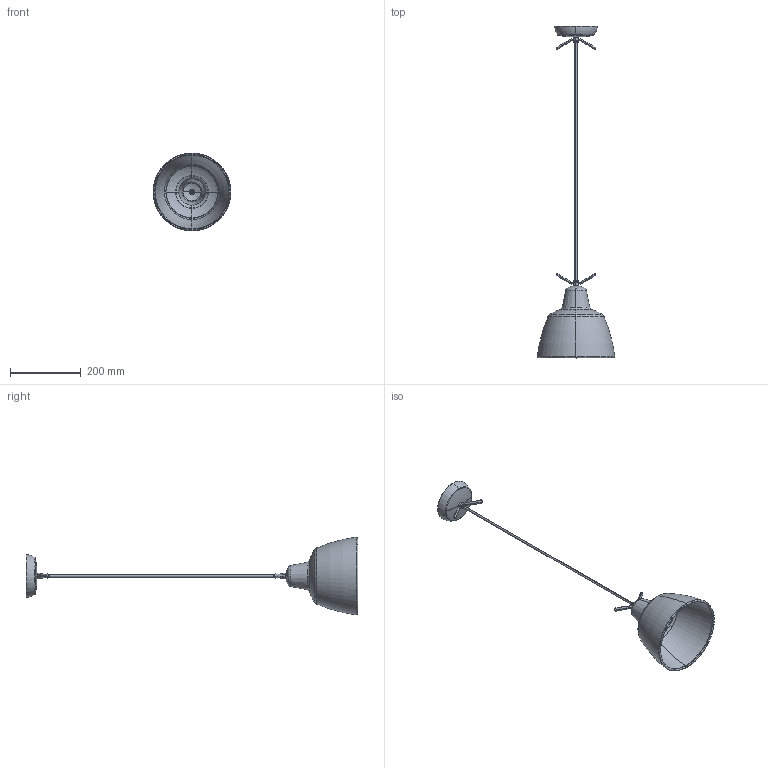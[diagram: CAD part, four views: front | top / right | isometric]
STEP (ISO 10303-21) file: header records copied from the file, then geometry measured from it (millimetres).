
FILE_DESCRIPTION (( 'STEP AP203' ), '1' );
FILE_NAME ('Clochef-S_3Dsito_black.STEP', '2018-09-04T14:53:34', ( '' ), ( '' ), 'SwSTEP 2.0', 'SolidWorks 2017', '' );
FILE_SCHEMA (( 'CONFIG_CONTROL_DESIGN' ));
Length unit declared in the file: millimetre
Products named in the file (1): Clochef-S_3Dsito_black
Bounding box: 220 x 937.57 x 220 mm (x, y, z)
Volume: 232648.2 mm3; surface area: 300230.5 mm2
Topology: 8 solids, 8 shells, 183 faces, 460 edges, 268 vertices
Faces by surface type: bspline 78, cylinder 58, torus 18, plane 15, cone 14
Entity records: 16257 total; most frequent: CARTESIAN_POINT 12238, ORIENTED_EDGE 864, DIRECTION 792, EDGE_CURVE 432, AXIS2_PLACEMENT_3D 360, VERTEX_POINT 268, CIRCLE 254, EDGE_LOOP 214
